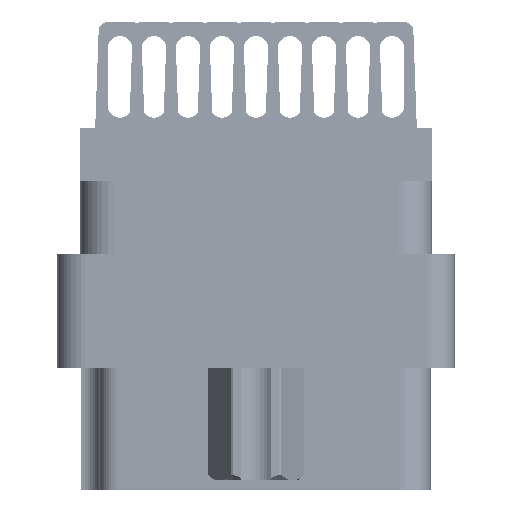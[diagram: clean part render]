
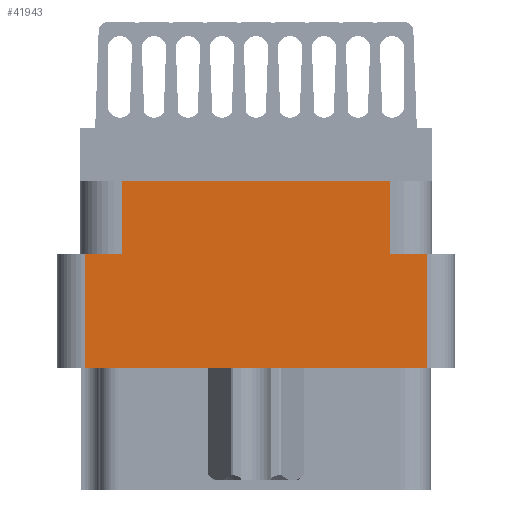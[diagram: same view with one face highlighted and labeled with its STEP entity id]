
A CAD part, left-side view. The second image highlights one B-rep face of the part: STEP entity #41943.
In plain terms, the highlighted planar face has unit normal (-1, 0, 0).
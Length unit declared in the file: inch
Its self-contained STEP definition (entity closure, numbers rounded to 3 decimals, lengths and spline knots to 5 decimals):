
#152 = ORIENTED_EDGE ( 'NONE', *, *, #10775, .T. ) ;
#1226 = CARTESIAN_POINT ( 'NONE',  ( -1.296, 0.296, -0.277 ) ) ;
#1489 = EDGE_CURVE ( 'NONE', #56066, #15714, #15204, .T. ) ;
#5565 = VECTOR ( 'NONE', #59505, 39.37008 ) ;
#6315 = ORIENTED_EDGE ( 'NONE', *, *, #46800, .F. ) ;
#6892 = CARTESIAN_POINT ( 'NONE',  ( -1.296, 0.438, -0.117 ) ) ;
#7605 = CARTESIAN_POINT ( 'NONE',  ( -1.296, 0.296, -0.117 ) ) ;
#7740 = EDGE_CURVE ( 'NONE', #33987, #56066, #37747, .T. ) ;
#7771 = LINE ( 'NONE', #11754, #15667 ) ;
#9917 = DIRECTION ( 'NONE',  ( 0., 0., 1. ) ) ;
#10775 = EDGE_CURVE ( 'NONE', #22483, #15714, #44498, .T. ) ;
#11739 = PLANE ( 'NONE',  #49013 ) ;
#11754 = CARTESIAN_POINT ( 'NONE',  ( -1.296, -0.376, -0.798 ) ) ;
#12163 = VECTOR ( 'NONE', #45978, 39.37008 ) ;
#13024 = VECTOR ( 'NONE', #19262, 39.37008 ) ;
#13256 = VECTOR ( 'NONE', #9917, 39.37008 ) ;
#15204 = LINE ( 'NONE', #6892, #42873 ) ;
#15667 = VECTOR ( 'NONE', #34681, 39.37008 ) ;
#15714 = VERTEX_POINT ( 'NONE', #24773 ) ;
#17638 = VERTEX_POINT ( 'NONE', #45957 ) ;
#18829 = CARTESIAN_POINT ( 'NONE',  ( -1.296, -0.296, -0.277 ) ) ;
#19262 = DIRECTION ( 'NONE',  ( 0., 0., 1. ) ) ;
#19959 = FACE_OUTER_BOUND ( 'NONE', #25893, .T. ) ;
#20110 = DIRECTION ( 'NONE',  ( 0., -1., 0. ) ) ;
#21720 = DIRECTION ( 'NONE',  ( 0., 0., 1. ) ) ;
#22246 = CARTESIAN_POINT ( 'NONE',  ( -1.296, 0., -0.529 ) ) ;
#22483 = VERTEX_POINT ( 'NONE', #18829 ) ;
#24126 = VECTOR ( 'NONE', #44968, 39.37008 ) ;
#24773 = CARTESIAN_POINT ( 'NONE',  ( -1.296, -0.296, -0.117 ) ) ;
#25893 = EDGE_LOOP ( 'NONE', ( #55728, #26168, #47203, #43968, #6315, #152, #38721, #41112 ) ) ;
#26168 = ORIENTED_EDGE ( 'NONE', *, *, #26842, .T. ) ;
#26297 = CARTESIAN_POINT ( 'NONE',  ( -1.296, 0.376, -0.798 ) ) ;
#26842 = EDGE_CURVE ( 'NONE', #37925, #48697, #58860, .T. ) ;
#30590 = CARTESIAN_POINT ( 'NONE',  ( -1.296, -0.438, -0.798 ) ) ;
#31389 = EDGE_CURVE ( 'NONE', #17638, #31630, #7771, .T. ) ;
#31630 = VERTEX_POINT ( 'NONE', #58177 ) ;
#33987 = VERTEX_POINT ( 'NONE', #52313 ) ;
#34681 = DIRECTION ( 'NONE',  ( 0., 0., 1. ) ) ;
#37747 = LINE ( 'NONE', #1226, #13024 ) ;
#37925 = VERTEX_POINT ( 'NONE', #59345 ) ;
#38346 = CARTESIAN_POINT ( 'NONE',  ( -1.296, -0.296, -0.277 ) ) ;
#38721 = ORIENTED_EDGE ( 'NONE', *, *, #1489, .F. ) ;
#40824 = EDGE_CURVE ( 'NONE', #17638, #48697, #59251, .T. ) ;
#40831 = VECTOR ( 'NONE', #20110, 39.37008 ) ;
#41112 = ORIENTED_EDGE ( 'NONE', *, *, #7740, .F. ) ;
#41943 = ADVANCED_FACE ( 'NONE', ( #19959 ), #11739, .T. ) ;
#42873 = VECTOR ( 'NONE', #44037, 39.37008 ) ;
#43968 = ORIENTED_EDGE ( 'NONE', *, *, #31389, .T. ) ;
#44037 = DIRECTION ( 'NONE',  ( 0., -1., 0. ) ) ;
#44498 = LINE ( 'NONE', #38346, #13256 ) ;
#44852 = LINE ( 'NONE', #59501, #12163 ) ;
#44968 = DIRECTION ( 'NONE',  ( 0., 0., -1. ) ) ;
#45957 = CARTESIAN_POINT ( 'NONE',  ( -1.296, -0.376, -0.529 ) ) ;
#45978 = DIRECTION ( 'NONE',  ( 0., -1., 0. ) ) ;
#46800 = EDGE_CURVE ( 'NONE', #22483, #31630, #56029, .T. ) ;
#47203 = ORIENTED_EDGE ( 'NONE', *, *, #40824, .F. ) ;
#48697 = VERTEX_POINT ( 'NONE', #54834 ) ;
#49013 = AXIS2_PLACEMENT_3D ( 'NONE', #30590, #49081, #21720 ) ;
#49081 = DIRECTION ( 'NONE',  ( -1., 0., 0. ) ) ;
#50476 = EDGE_CURVE ( 'NONE', #37925, #33987, #44852, .T. ) ;
#52114 = CARTESIAN_POINT ( 'NONE',  ( -1.296, 0., -0.277 ) ) ;
#52313 = CARTESIAN_POINT ( 'NONE',  ( -1.296, 0.296, -0.277 ) ) ;
#54834 = CARTESIAN_POINT ( 'NONE',  ( -1.296, 0.376, -0.529 ) ) ;
#55728 = ORIENTED_EDGE ( 'NONE', *, *, #50476, .F. ) ;
#56029 = LINE ( 'NONE', #52114, #40831 ) ;
#56066 = VERTEX_POINT ( 'NONE', #7605 ) ;
#58177 = CARTESIAN_POINT ( 'NONE',  ( -1.296, -0.376, -0.277 ) ) ;
#58860 = LINE ( 'NONE', #26297, #24126 ) ;
#59251 = LINE ( 'NONE', #22246, #5565 ) ;
#59345 = CARTESIAN_POINT ( 'NONE',  ( -1.296, 0.376, -0.277 ) ) ;
#59501 = CARTESIAN_POINT ( 'NONE',  ( -1.296, 0., -0.277 ) ) ;
#59505 = DIRECTION ( 'NONE',  ( 0., 1., 0. ) ) ;
